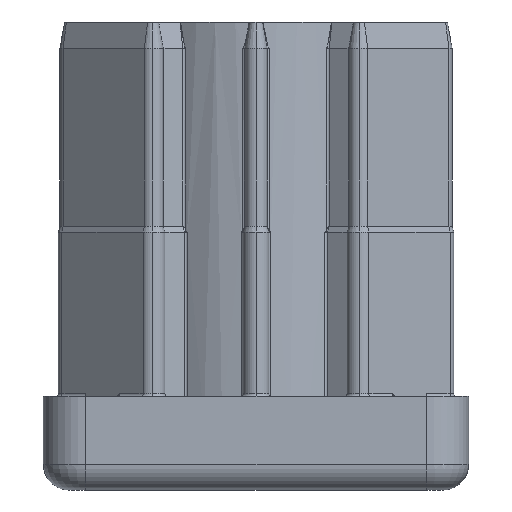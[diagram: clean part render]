
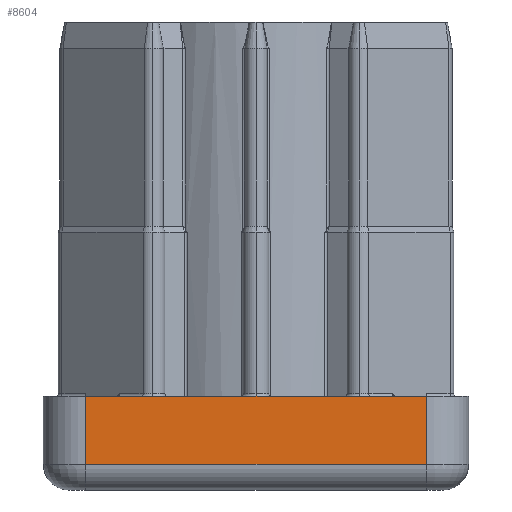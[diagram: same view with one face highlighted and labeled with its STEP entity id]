
A CAD part, left-side view. The second image highlights one B-rep face of the part: STEP entity #8604.
In plain terms, the highlighted planar face has unit normal (-1, 0, 0).
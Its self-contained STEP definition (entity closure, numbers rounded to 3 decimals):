
#8 = CARTESIAN_POINT ( 'NONE',  ( -25., 20., 11. ) ) ;
#150 = VERTEX_POINT ( 'NONE', #7895 ) ;
#497 = CARTESIAN_POINT ( 'NONE',  ( -25., 20., 3. ) ) ;
#1002 = LINE ( 'NONE', #5865, #7405 ) ;
#1442 = PLANE ( 'NONE',  #4562 ) ;
#1711 = CARTESIAN_POINT ( 'NONE',  ( -25., -20., 3. ) ) ;
#2003 = VECTOR ( 'NONE', #14744, 1000. ) ;
#3008 = VECTOR ( 'NONE', #9282, 1000. ) ;
#3374 = ORIENTED_EDGE ( 'NONE', *, *, #11636, .T. ) ;
#4562 = AXIS2_PLACEMENT_3D ( 'NONE', #11372, #12560, #5309 ) ;
#4803 = CARTESIAN_POINT ( 'NONE',  ( -25., -25., 11. ) ) ;
#5309 = DIRECTION ( 'NONE',  ( 0., 0., -1. ) ) ;
#5416 = LINE ( 'NONE', #8, #2003 ) ;
#5865 = CARTESIAN_POINT ( 'NONE',  ( -25., -20., 11. ) ) ;
#6195 = VECTOR ( 'NONE', #7413, 1000. ) ;
#6497 = VERTEX_POINT ( 'NONE', #497 ) ;
#7405 = VECTOR ( 'NONE', #14219, 1000. ) ;
#7413 = DIRECTION ( 'NONE',  ( 0., -1., 0. ) ) ;
#7496 = EDGE_LOOP ( 'NONE', ( #3374, #8492, #10582, #11087 ) ) ;
#7886 = FACE_OUTER_BOUND ( 'NONE', #7496, .T. ) ;
#7895 = CARTESIAN_POINT ( 'NONE',  ( -25., -20., 3. ) ) ;
#8492 = ORIENTED_EDGE ( 'NONE', *, *, #11890, .T. ) ;
#8604 = ADVANCED_FACE ( 'NONE', ( #7886 ), #1442, .F. ) ;
#9282 = DIRECTION ( 'NONE',  ( 0., -1., 0. ) ) ;
#10582 = ORIENTED_EDGE ( 'NONE', *, *, #12049, .T. ) ;
#10704 = CARTESIAN_POINT ( 'NONE',  ( -25., 20., 11. ) ) ;
#11087 = ORIENTED_EDGE ( 'NONE', *, *, #12776, .F. ) ;
#11372 = CARTESIAN_POINT ( 'NONE',  ( -25., -25., 11. ) ) ;
#11636 = EDGE_CURVE ( 'NONE', #12616, #6497, #5416, .T. ) ;
#11890 = EDGE_CURVE ( 'NONE', #6497, #150, #12431, .T. ) ;
#12049 = EDGE_CURVE ( 'NONE', #150, #14272, #1002, .T. ) ;
#12229 = LINE ( 'NONE', #4803, #6195 ) ;
#12431 = LINE ( 'NONE', #1711, #3008 ) ;
#12560 = DIRECTION ( 'NONE',  ( 1., 0., 0. ) ) ;
#12616 = VERTEX_POINT ( 'NONE', #10704 ) ;
#12776 = EDGE_CURVE ( 'NONE', #12616, #14272, #12229, .T. ) ;
#14219 = DIRECTION ( 'NONE',  ( 0., 0., 1. ) ) ;
#14272 = VERTEX_POINT ( 'NONE', #14632 ) ;
#14632 = CARTESIAN_POINT ( 'NONE',  ( -25., -20., 11. ) ) ;
#14744 = DIRECTION ( 'NONE',  ( 0., 0., -1. ) ) ;
